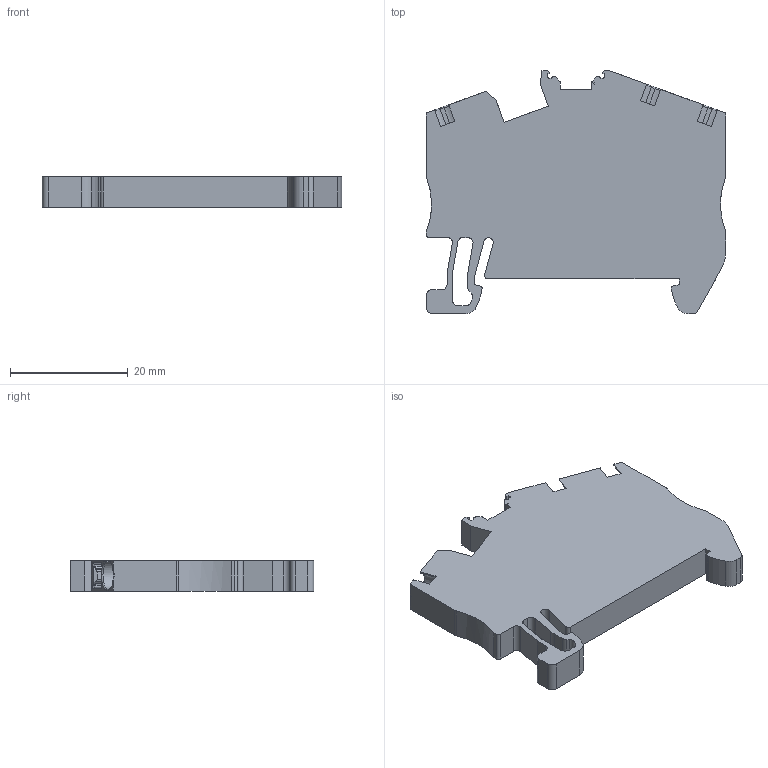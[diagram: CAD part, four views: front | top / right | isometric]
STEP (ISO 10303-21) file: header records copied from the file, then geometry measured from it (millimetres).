
FILE_DESCRIPTION(/* description */ (''),/* implementation_level */ '2;1');
FILE_NAME(/* name */ 'TPS2.5-3-GY.stp',/* time_stamp */ '2022-01-05T10:32:10+08:00',/* author */ (''),/* organization */ (''),/* preprocessor_version */ 'ST-DEVELOPER v16.7',/* originating_system */ 'SIEMENS PLM Software NX 12.0',/* authorisation */ '');
FILE_SCHEMA (('AP203_CONFIGURATION_CONTROLLED_3D_DESIGN_OF_MECHANICAL_PARTS_AND_ASSEMBLIES_MIM_LF { 1 0 10303 403 2 1 2}'));
Length unit declared in the file: millimetre
Products named in the file (1): TPS2.5-3-GY_stp
Bounding box: 50.9 x 41.38 x 5.2 mm (x, y, z)
Volume: 7737.8 mm3; surface area: 4854.1 mm2
Topology: 1 solids, 4 shells, 244 faces, 697 edges, 464 vertices
Faces by surface type: plane 165, cylinder 73, torus 6
Entity records: 8158 total; most frequent: CARTESIAN_POINT 1565, ORIENTED_EDGE 1394, DIRECTION 1330, EDGE_CURVE 697, LINE 512, VECTOR 512, VERTEX_POINT 464, AXIS2_PLACEMENT_3D 409
